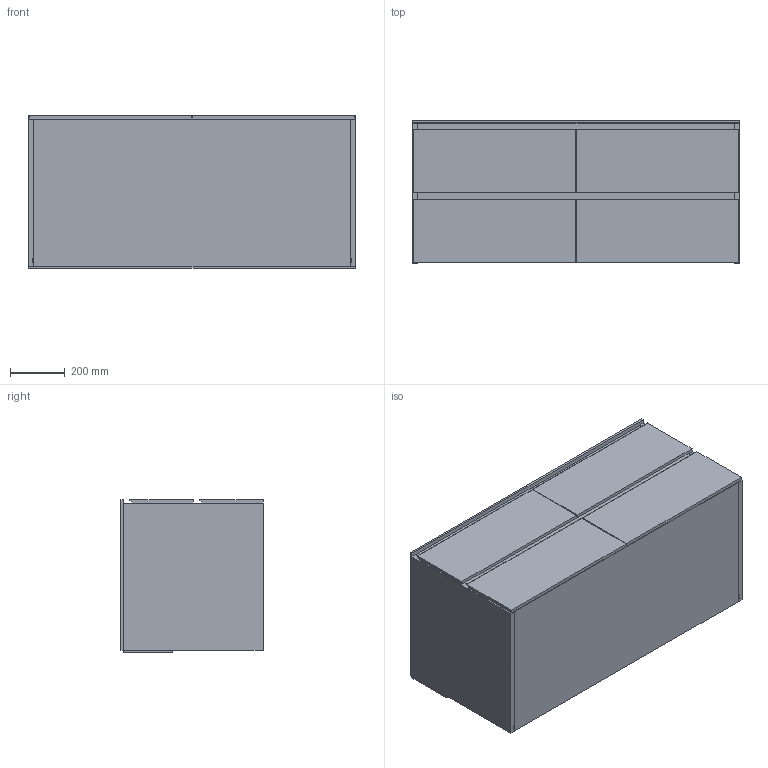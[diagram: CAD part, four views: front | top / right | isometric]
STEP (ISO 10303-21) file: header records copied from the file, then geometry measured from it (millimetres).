
FILE_DESCRIPTION (( 'STEP AP214' ), '1' );
FILE_NAME ('DWP1200500-4AUSCU-A.STEP', '2020-09-22T14:55:57', ( '' ), ( '' ), 'SwSTEP 2.0', 'SolidWorks 2020', '' );
FILE_SCHEMA (( 'AUTOMOTIVE_DESIGN' ));
Length unit declared in the file: millimetre
Products named in the file (3): DWP1200500-4AUSCU-A; DWP 1200500-4AUSCU-A_wt_Mit Hahnloch ohne šberlauf; DWP 1200500-4AUSCU-A_us_Spanweiá lackiert<Wie bearbeitet>
Assembly tree (2 placements, depth 2):
  DWP1200500-4AUSCU-A
    DWP 1200500-4AUSCU-A_us_Spanweiá lackiert<Wie bearbeitet>
    DWP 1200500-4AUSCU-A_wt_Mit Hahnloch ohne šberlauf
Bounding box: 1200 x 520 x 558 mm (x, y, z)
Volume: 71864135.8 mm3; surface area: 10166034.8 mm2
Topology: 33 solids, 33 shells, 324 faces, 772 edges, 514 vertices
Faces by surface type: plane 274, cylinder 34, bspline 16
Entity records: 142683 total; most frequent: CARTESIAN_POINT 134789, ORIENTED_EDGE 1544, DIRECTION 1404, EDGE_CURVE 772, LINE 658, VECTOR 658, VERTEX_POINT 514, AXIS2_PLACEMENT_3D 373
